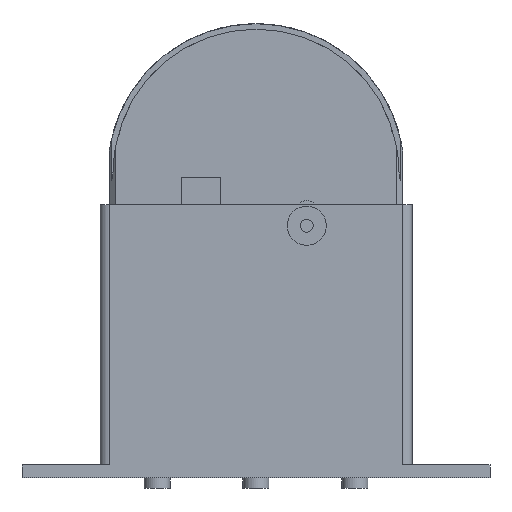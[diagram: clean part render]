
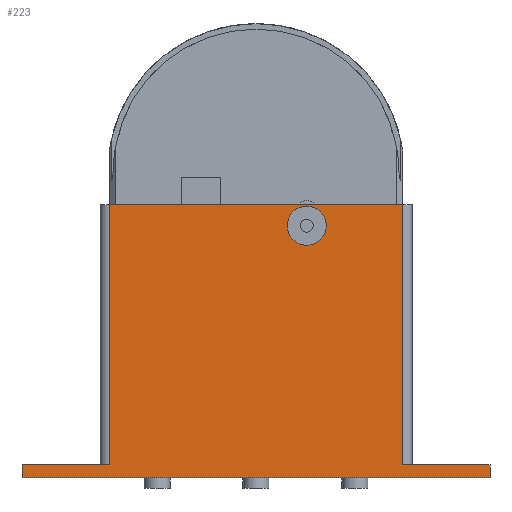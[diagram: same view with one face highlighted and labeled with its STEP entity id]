
A CAD part, front view. The second image highlights one B-rep face of the part: STEP entity #223.
In plain terms, the highlighted planar face has unit normal (0, -1, 0).
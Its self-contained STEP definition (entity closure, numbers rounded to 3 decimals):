
#223=ADVANCED_FACE('',(#520,#521),#522,.T.);
#520=FACE_BOUND('',#903,.T.);
#521=FACE_OUTER_BOUND('',#904,.T.);
#522=PLANE('',#905);
#903=EDGE_LOOP('',(#1453,#1454));
#904=EDGE_LOOP('',(#1455,#1456,#1457,#1458,#1459,#1460,#1461,#1462));
#905=AXIS2_PLACEMENT_3D('',#1463,#1464,#1465);
#1453=ORIENTED_EDGE('',*,*,#2230,.T.);
#1454=ORIENTED_EDGE('',*,*,#2189,.T.);
#1455=ORIENTED_EDGE('',*,*,#2301,.T.);
#1456=ORIENTED_EDGE('',*,*,#2295,.T.);
#1457=ORIENTED_EDGE('',*,*,#2298,.T.);
#1458=ORIENTED_EDGE('',*,*,#2275,.F.);
#1459=ORIENTED_EDGE('',*,*,#2305,.T.);
#1460=ORIENTED_EDGE('',*,*,#2306,.F.);
#1461=ORIENTED_EDGE('',*,*,#2307,.T.);
#1462=ORIENTED_EDGE('',*,*,#2308,.T.);
#1463=CARTESIAN_POINT('',(-45.0,-20.0,0.0));
#1464=DIRECTION('',(0.0,-1.0,0.0));
#1465=DIRECTION('',(1.0,0.0,0.0));
#2189=EDGE_CURVE('',#2600,#2597,#2601,.T.);
#2230=EDGE_CURVE('',#2597,#2600,#2659,.T.);
#2275=EDGE_CURVE('',#2722,#2717,#2724,.T.);
#2295=EDGE_CURVE('',#2755,#2753,#2756,.T.);
#2298=EDGE_CURVE('',#2753,#2717,#2759,.T.);
#2301=EDGE_CURVE('',#2762,#2755,#2763,.T.);
#2305=EDGE_CURVE('',#2722,#2768,#2769,.T.);
#2306=EDGE_CURVE('',#2770,#2768,#2771,.T.);
#2307=EDGE_CURVE('',#2770,#2772,#2773,.T.);
#2308=EDGE_CURVE('',#2772,#2762,#2774,.T.);
#2597=VERTEX_POINT('',#3189);
#2600=VERTEX_POINT('',#3193);
#2601=CIRCLE('',#3194,7.5);
#2659=CIRCLE('',#3261,7.5);
#2717=VERTEX_POINT('',#3335);
#2722=VERTEX_POINT('',#3341);
#2724=LINE('',#3343,#3344);
#2753=VERTEX_POINT('',#3382);
#2755=VERTEX_POINT('',#3384);
#2756=LINE('',#3385,#3386);
#2759=LINE('',#3389,#3390);
#2762=VERTEX_POINT('',#3394);
#2763=LINE('',#3395,#3396);
#2768=VERTEX_POINT('',#3403);
#2769=LINE('',#3404,#3405);
#2770=VERTEX_POINT('',#3406);
#2771=LINE('',#3407,#3408);
#2772=VERTEX_POINT('',#3409);
#2773=LINE('',#3410,#3411);
#2774=LINE('',#3412,#3413);
#3189=CARTESIAN_POINT('',(27.0,-20.0,97.0));
#3193=CARTESIAN_POINT('',(12.0,-20.0,97.0));
#3194=AXIS2_PLACEMENT_3D('',#3977,#3978,#3979);
#3261=AXIS2_PLACEMENT_3D('',#4043,#4044,#4045);
#3335=CARTESIAN_POINT('',(-56.4,-20.,105.0));
#3341=CARTESIAN_POINT('',(-56.4,-20.,5.0));
#3343=CARTESIAN_POINT('',(-56.4,-20.,5.0));
#3344=VECTOR('',#4105,1.0);
#3382=CARTESIAN_POINT('',(56.4,-20.0,105.0));
#3384=CARTESIAN_POINT('',(56.4,-20.0,5.0));
#3385=CARTESIAN_POINT('',(56.4,-20.0,5.0));
#3386=VECTOR('',#4130,1.0);
#3389=CARTESIAN_POINT('',(0.0,-20.0,105.0));
#3390=VECTOR('',#4134,1.0);
#3394=CARTESIAN_POINT('',(90.0,-20.0,5.0));
#3395=CARTESIAN_POINT('',(0.0,-20.0,5.0));
#3396=VECTOR('',#4136,1.0);
#3403=CARTESIAN_POINT('',(-90.0,-20.0,5.0));
#3404=CARTESIAN_POINT('',(0.0,-20.0,5.0));
#3405=VECTOR('',#4139,1.0);
#3406=CARTESIAN_POINT('',(-90.0,-20.0,0.0));
#3407=CARTESIAN_POINT('',(-90.0,-20.0,0.0));
#3408=VECTOR('',#4140,1.0);
#3409=CARTESIAN_POINT('',(90.0,-20.0,0.0));
#3410=CARTESIAN_POINT('',(0.0,-20.0,0.0));
#3411=VECTOR('',#4141,1.0);
#3412=CARTESIAN_POINT('',(90.0,-20.0,0.0));
#3413=VECTOR('',#4142,1.0);
#3977=CARTESIAN_POINT('',(19.5,-20.0,97.0));
#3978=DIRECTION('',(-0.0,1.0,0.0));
#3979=DIRECTION('',(1.0,0.0,0.0));
#4043=CARTESIAN_POINT('',(19.5,-20.0,97.0));
#4044=DIRECTION('',(-0.0,1.0,0.0));
#4045=DIRECTION('',(1.0,0.0,0.0));
#4105=DIRECTION('',(0.0,0.0,1.0));
#4130=DIRECTION('',(0.0,0.0,1.0));
#4134=DIRECTION('',(-1.0,-0.0,-0.0));
#4136=DIRECTION('',(-1.0,-0.0,-0.0));
#4139=DIRECTION('',(-1.0,-0.0,-0.0));
#4140=DIRECTION('',(0.0,0.0,1.0));
#4141=DIRECTION('',(1.0,0.0,0.0));
#4142=DIRECTION('',(0.0,0.0,1.0));
